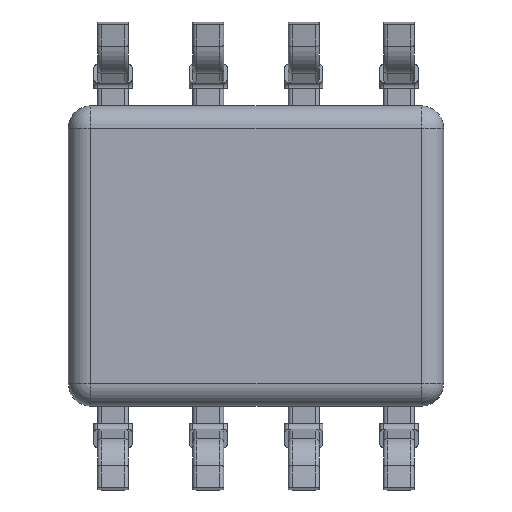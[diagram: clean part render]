
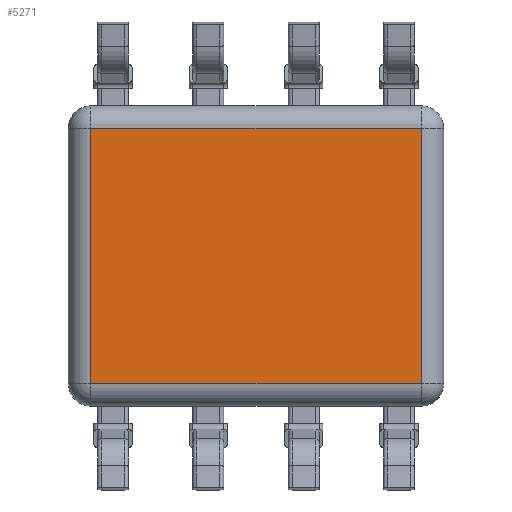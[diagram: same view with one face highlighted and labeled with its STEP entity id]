
A CAD part, front view. The second image highlights one B-rep face of the part: STEP entity #5271.
In plain terms, the highlighted planar face has unit normal (0, -1, 0).
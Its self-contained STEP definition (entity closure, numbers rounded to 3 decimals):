
#99 = CARTESIAN_POINT ( 'NONE',  ( -12.073, 0., 0. ) ) ;
#344 = DIRECTION ( 'NONE',  ( 0., 0., 1. ) ) ;
#678 = LINE ( 'NONE', #5788, #8436 ) ;
#949 = CARTESIAN_POINT ( 'NONE',  ( 0., 0., -8.086 ) ) ;
#1181 = CARTESIAN_POINT ( 'NONE',  ( 0., 0., 0. ) ) ;
#1527 = DIRECTION ( 'NONE',  ( 0., 0., -1. ) ) ;
#2329 = ORIENTED_EDGE ( 'NONE', *, *, #6080, .T. ) ;
#2399 = ORIENTED_EDGE ( 'NONE', *, *, #4363, .T. ) ;
#2975 = VERTEX_POINT ( 'NONE', #6071 ) ;
#3027 = VERTEX_POINT ( 'NONE', #5504 ) ;
#4266 = VECTOR ( 'NONE', #6170, 1000. ) ;
#4363 = EDGE_CURVE ( 'NONE', #2975, #4693, #678, .T. ) ;
#4693 = VERTEX_POINT ( 'NONE', #6743 ) ;
#4801 = CARTESIAN_POINT ( 'NONE',  ( 0., 0., -4.686 ) ) ;
#5271 = ADVANCED_FACE ( 'NONE', ( #7951 ), #8913, .F. ) ;
#5451 = ORIENTED_EDGE ( 'NONE', *, *, #7561, .T. ) ;
#5478 = EDGE_LOOP ( 'NONE', ( #5451, #5755, #2329, #2399 ) ) ;
#5504 = CARTESIAN_POINT ( 'NONE',  ( -12.073, 0., -8.086 ) ) ;
#5755 = ORIENTED_EDGE ( 'NONE', *, *, #8717, .T. ) ;
#5788 = CARTESIAN_POINT ( 'NONE',  ( -16.473, 0., 0. ) ) ;
#6071 = CARTESIAN_POINT ( 'NONE',  ( -16.473, 0., -4.686 ) ) ;
#6080 = EDGE_CURVE ( 'NONE', #9887, #2975, #10023, .T. ) ;
#6170 = DIRECTION ( 'NONE',  ( 1., 0., 0. ) ) ;
#6743 = CARTESIAN_POINT ( 'NONE',  ( -16.473, 0., -8.086 ) ) ;
#7022 = LINE ( 'NONE', #99, #9062 ) ;
#7242 = DIRECTION ( 'NONE',  ( -1., 0., 0. ) ) ;
#7561 = EDGE_CURVE ( 'NONE', #4693, #3027, #10600, .T. ) ;
#7665 = CARTESIAN_POINT ( 'NONE',  ( -12.073, 0., -4.686 ) ) ;
#7931 = DIRECTION ( 'NONE',  ( 0., 0., 1. ) ) ;
#7951 = FACE_OUTER_BOUND ( 'NONE', #5478, .T. ) ;
#8055 = DIRECTION ( 'NONE',  ( 0., 1., 0. ) ) ;
#8057 = AXIS2_PLACEMENT_3D ( 'NONE', #1181, #8055, #344 ) ;
#8436 = VECTOR ( 'NONE', #1527, 1000. ) ;
#8717 = EDGE_CURVE ( 'NONE', #3027, #9887, #7022, .T. ) ;
#8913 = PLANE ( 'NONE',  #8057 ) ;
#9062 = VECTOR ( 'NONE', #7931, 1000. ) ;
#9871 = VECTOR ( 'NONE', #7242, 1000. ) ;
#9887 = VERTEX_POINT ( 'NONE', #7665 ) ;
#10023 = LINE ( 'NONE', #4801, #9871 ) ;
#10600 = LINE ( 'NONE', #949, #4266 ) ;
